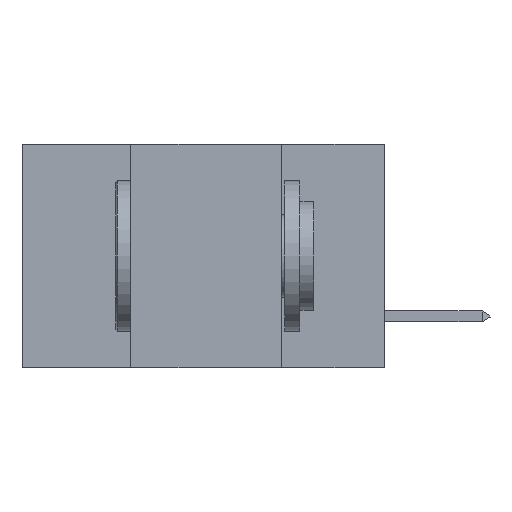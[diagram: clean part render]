
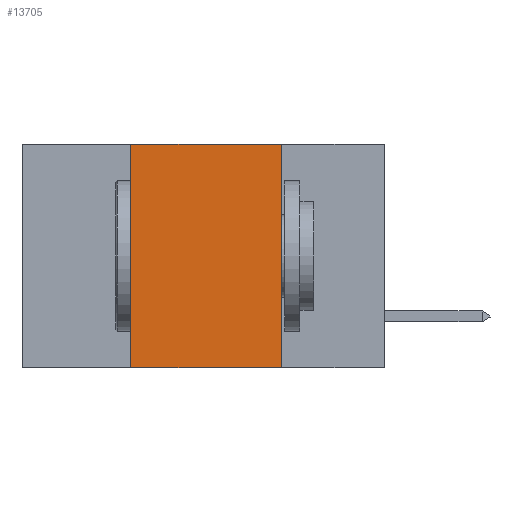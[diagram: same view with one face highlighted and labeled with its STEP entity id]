
A CAD part, left-side view. The second image highlights one B-rep face of the part: STEP entity #13705.
In plain terms, the highlighted planar face has unit normal (-1, 0, 0).
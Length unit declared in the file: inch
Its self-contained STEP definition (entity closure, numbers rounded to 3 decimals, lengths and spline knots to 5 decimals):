
#1130 = VECTOR ( 'NONE', #14520, 39.37008 ) ;
#1235 = CARTESIAN_POINT ( 'NONE',  ( 0., 0.17, 0. ) ) ;
#1862 = DIRECTION ( 'NONE',  ( 0., -1., 0. ) ) ;
#1960 = EDGE_CURVE ( 'NONE', #5559, #18284, #3700, .T. ) ;
#2344 = AXIS2_PLACEMENT_3D ( 'NONE', #14557, #5713, #10105 ) ;
#2483 = FACE_OUTER_BOUND ( 'NONE', #12241, .T. ) ;
#2951 = LINE ( 'NONE', #8547, #13520 ) ;
#3659 = VECTOR ( 'NONE', #10050, 39.37008 ) ;
#3700 = LINE ( 'NONE', #12965, #1130 ) ;
#5263 = EDGE_CURVE ( 'NONE', #18284, #18004, #5349, .T. ) ;
#5349 = LINE ( 'NONE', #5787, #19036 ) ;
#5551 = CARTESIAN_POINT ( 'NONE',  ( 0., 0.17, -0.37 ) ) ;
#5559 = VERTEX_POINT ( 'NONE', #7043 ) ;
#5713 = DIRECTION ( 'NONE',  ( 1., 0., 0. ) ) ;
#5787 = CARTESIAN_POINT ( 'NONE',  ( 0., 0.6, 0. ) ) ;
#6177 = EDGE_CURVE ( 'NONE', #5559, #6948, #17117, .T. ) ;
#6642 = ORIENTED_EDGE ( 'NONE', *, *, #5263, .F. ) ;
#6686 = EDGE_CURVE ( 'NONE', #18004, #6948, #2951, .T. ) ;
#6948 = VERTEX_POINT ( 'NONE', #5551 ) ;
#7040 = CARTESIAN_POINT ( 'NONE',  ( 0., 0.42, 0. ) ) ;
#7043 = CARTESIAN_POINT ( 'NONE',  ( 0., 0.42, -0.37 ) ) ;
#8026 = ORIENTED_EDGE ( 'NONE', *, *, #1960, .F. ) ;
#8547 = CARTESIAN_POINT ( 'NONE',  ( 0., 0.17, 0. ) ) ;
#8575 = CARTESIAN_POINT ( 'NONE',  ( 0., 0.6, -0.37 ) ) ;
#9834 = PLANE ( 'NONE',  #2344 ) ;
#10050 = DIRECTION ( 'NONE',  ( 0., -1., 0. ) ) ;
#10105 = DIRECTION ( 'NONE',  ( 0., 0., -1. ) ) ;
#12241 = EDGE_LOOP ( 'NONE', ( #13928, #6642, #8026, #18324 ) ) ;
#12965 = CARTESIAN_POINT ( 'NONE',  ( 0., 0.42, 0. ) ) ;
#13520 = VECTOR ( 'NONE', #19156, 39.37008 ) ;
#13705 = ADVANCED_FACE ( 'NONE', ( #2483 ), #9834, .F. ) ;
#13928 = ORIENTED_EDGE ( 'NONE', *, *, #6686, .F. ) ;
#14520 = DIRECTION ( 'NONE',  ( 0., 0., 1. ) ) ;
#14557 = CARTESIAN_POINT ( 'NONE',  ( 0., 0.6, 0. ) ) ;
#17117 = LINE ( 'NONE', #8575, #3659 ) ;
#18004 = VERTEX_POINT ( 'NONE', #1235 ) ;
#18284 = VERTEX_POINT ( 'NONE', #7040 ) ;
#18324 = ORIENTED_EDGE ( 'NONE', *, *, #6177, .T. ) ;
#19036 = VECTOR ( 'NONE', #1862, 39.37008 ) ;
#19156 = DIRECTION ( 'NONE',  ( 0., 0., -1. ) ) ;
